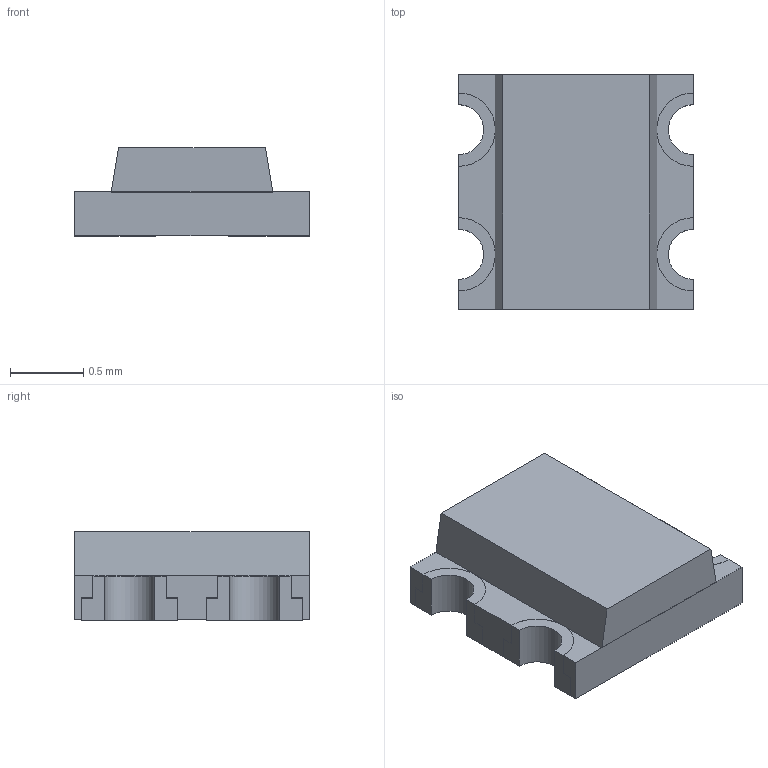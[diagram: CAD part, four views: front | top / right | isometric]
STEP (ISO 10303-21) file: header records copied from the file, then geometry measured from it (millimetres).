
FILE_DESCRIPTION(/* description */ (''),/* implementation_level */ '2;1');
FILE_NAME(/* name */ '0606_1616_h0.6mmRGB.step',/* time_stamp */ '2020-02-13T15:02:20-08:00',/* author */ (''),/* organization */ (''),/* preprocessor_version */ 'ST-DEVELOPER v18',/* originating_system */ 'Autodesk Translation Framework v8.12.0.6',/* authorisation */ '');
FILE_SCHEMA (('AUTOMOTIVE_DESIGN { 1 0 10303 214 3 1 1 }'));
Length unit declared in the file: millimetre
Products named in the file (4): 0606_1616_h0.6mmRGB; 零部件1; 零部件2; 零部件3
Assembly tree (3 placements, depth 2):
  0606_1616_h0.6mmRGB
    零部件1
    零部件2
    零部件3
Bounding box: 1.6 x 1.6 x 0.6 mm (x, y, z)
Volume: 1.2 mm3; surface area: 17 mm2
Topology: 6 solids, 6 shells, 76 faces, 192 edges, 128 vertices
Faces by surface type: plane 64, cylinder 12
Entity records: 2395 total; most frequent: CARTESIAN_POINT 403, ORIENTED_EDGE 384, DIRECTION 382, EDGE_CURVE 192, LINE 168, VECTOR 168, VERTEX_POINT 128, AXIS2_PLACEMENT_3D 107
